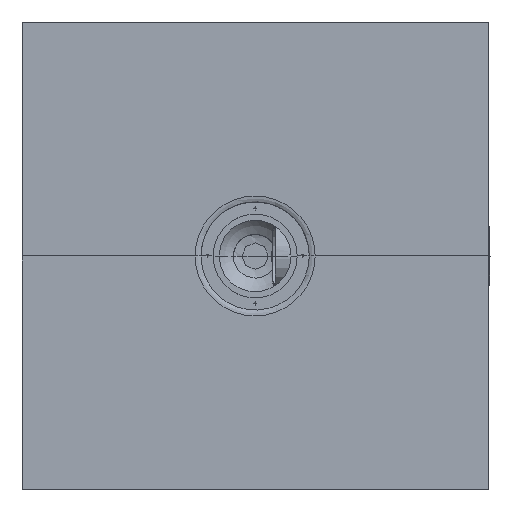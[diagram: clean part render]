
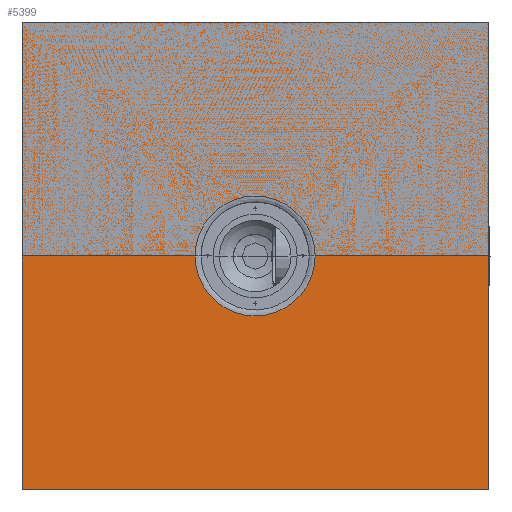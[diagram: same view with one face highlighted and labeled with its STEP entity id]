
A CAD part, top view. The second image highlights one B-rep face of the part: STEP entity #5399.
In plain terms, the highlighted planar face has unit normal (0, 0, 1).
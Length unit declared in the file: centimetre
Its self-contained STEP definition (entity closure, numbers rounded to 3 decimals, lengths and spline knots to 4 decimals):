
#733=FACE_BOUND('',#1443,.T.);
#1162=FACE_OUTER_BOUND('',#1442,.T.);
#1442=EDGE_LOOP('',(#4987,#4988,#4989,#4990));
#1443=EDGE_LOOP('',(#4991));
#1792=LINE('',#11633,#2127);
#1796=LINE('',#11640,#2131);
#1799=LINE('',#11646,#2134);
#1800=LINE('',#11648,#2135);
#2127=VECTOR('',#7914,1.);
#2131=VECTOR('',#7920,1.);
#2134=VECTOR('',#7925,1.);
#2135=VECTOR('',#7928,1.);
#2593=CIRCLE('',#6111,64.3137);
#3026=VERTEX_POINT('',#11584);
#3041=VERTEX_POINT('',#11630);
#3042=VERTEX_POINT('',#11632);
#3044=VERTEX_POINT('',#11638);
#3046=VERTEX_POINT('',#11644);
#3672=EDGE_CURVE('',#3026,#3026,#2593,.T.);
#3695=EDGE_CURVE('',#3041,#3042,#1792,.T.);
#3699=EDGE_CURVE('',#3044,#3041,#1796,.T.);
#3702=EDGE_CURVE('',#3046,#3044,#1799,.T.);
#3703=EDGE_CURVE('',#3042,#3046,#1800,.T.);
#4987=ORIENTED_EDGE('',*,*,#3695,.F.);
#4988=ORIENTED_EDGE('',*,*,#3699,.F.);
#4989=ORIENTED_EDGE('',*,*,#3702,.F.);
#4990=ORIENTED_EDGE('',*,*,#3703,.F.);
#4991=ORIENTED_EDGE('',*,*,#3672,.T.);
#5159=PLANE('',#6141);
#5399=ADVANCED_FACE('',(#1162,#733),#5159,.F.);
#6111=AXIS2_PLACEMENT_3D('',#11585,#7854,#7855);
#6141=AXIS2_PLACEMENT_3D('',#11647,#7926,#7927);
#7854=DIRECTION('center_axis',(0.,0.,-1.));
#7855=DIRECTION('ref_axis',(1.,0.,0.));
#7914=DIRECTION('',(0.,-1.,0.));
#7920=DIRECTION('',(1.,0.,0.));
#7925=DIRECTION('',(0.,1.,0.));
#7926=DIRECTION('center_axis',(0.,0.,-1.));
#7927=DIRECTION('ref_axis',(-1.,0.,0.));
#7928=DIRECTION('',(-1.,0.,0.));
#11584=CARTESIAN_POINT('',(1008.9395,184.3313,128.));
#11585=CARTESIAN_POINT('Origin',(1008.9395,248.645,128.));
#11630=CARTESIAN_POINT('',(1258.9395,498.645,128.));
#11632=CARTESIAN_POINT('',(1258.9395,-1.355,128.));
#11633=CARTESIAN_POINT('',(1258.9395,248.645,128.));
#11638=CARTESIAN_POINT('',(758.9395,498.645,128.));
#11640=CARTESIAN_POINT('',(1008.9395,498.645,128.));
#11644=CARTESIAN_POINT('',(758.9395,-1.355,128.));
#11646=CARTESIAN_POINT('',(758.9395,248.645,128.));
#11647=CARTESIAN_POINT('Origin',(1008.9395,248.645,128.));
#11648=CARTESIAN_POINT('',(1008.9395,-1.355,128.));
